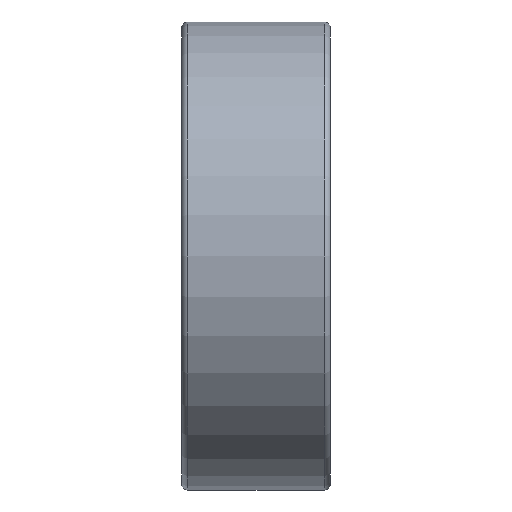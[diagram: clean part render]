
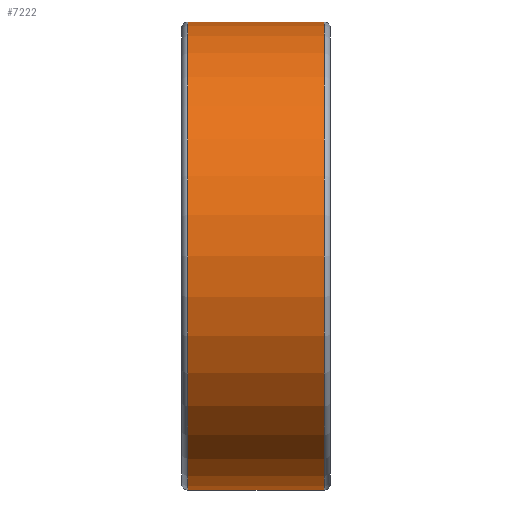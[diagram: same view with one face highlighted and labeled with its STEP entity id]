
A CAD part, front view. The second image highlights one B-rep face of the part: STEP entity #7222.
In plain terms, the highlighted cylindrical face has radius 11 mm (diameter 22 mm), a full revolution.
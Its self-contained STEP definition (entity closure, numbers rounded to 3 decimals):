
#1232=LINE('',#17484,#1862);
#1862=VECTOR('',#8412,11.);
#2115=CYLINDRICAL_SURFACE('',#7599,11.);
#2353=FACE_OUTER_BOUND('',#2803,.T.);
#2803=EDGE_LOOP('',(#6107,#6108,#6109,#6110));
#3032=CIRCLE('',#7492,11.);
#3044=CIRCLE('',#7600,11.);
#3230=VERTEX_POINT('',#10392);
#3577=VERTEX_POINT('',#17483);
#3956=EDGE_CURVE('',#3230,#3230,#3032,.T.);
#4478=EDGE_CURVE('',#3230,#3577,#1232,.T.);
#4479=EDGE_CURVE('',#3577,#3577,#3044,.T.);
#6107=ORIENTED_EDGE('',*,*,#3956,.T.);
#6108=ORIENTED_EDGE('',*,*,#4478,.T.);
#6109=ORIENTED_EDGE('',*,*,#4479,.F.);
#6110=ORIENTED_EDGE('',*,*,#4478,.F.);
#7222=ADVANCED_FACE('',(#2353),#2115,.T.);
#7492=AXIS2_PLACEMENT_3D('',#10393,#7884,#7885);
#7599=AXIS2_PLACEMENT_3D('',#17482,#8410,#8411);
#7600=AXIS2_PLACEMENT_3D('',#17485,#8413,#8414);
#7884=DIRECTION('center_axis',(1.,0.,0.));
#7885=DIRECTION('ref_axis',(0.,0.,-1.));
#8410=DIRECTION('center_axis',(1.,0.,0.));
#8411=DIRECTION('ref_axis',(0.,0.,-1.));
#8412=DIRECTION('',(1.,0.,0.));
#8413=DIRECTION('center_axis',(1.,0.,0.));
#8414=DIRECTION('ref_axis',(0.,0.,-1.));
#10392=CARTESIAN_POINT('',(-6.7,0.,11.));
#10393=CARTESIAN_POINT('Origin',(-6.7,0.,0.));
#17482=CARTESIAN_POINT('Origin',(-7.,0.,0.));
#17483=CARTESIAN_POINT('',(-0.3,0.,11.));
#17484=CARTESIAN_POINT('',(-7.,0.,11.));
#17485=CARTESIAN_POINT('Origin',(-0.3,0.,0.));
